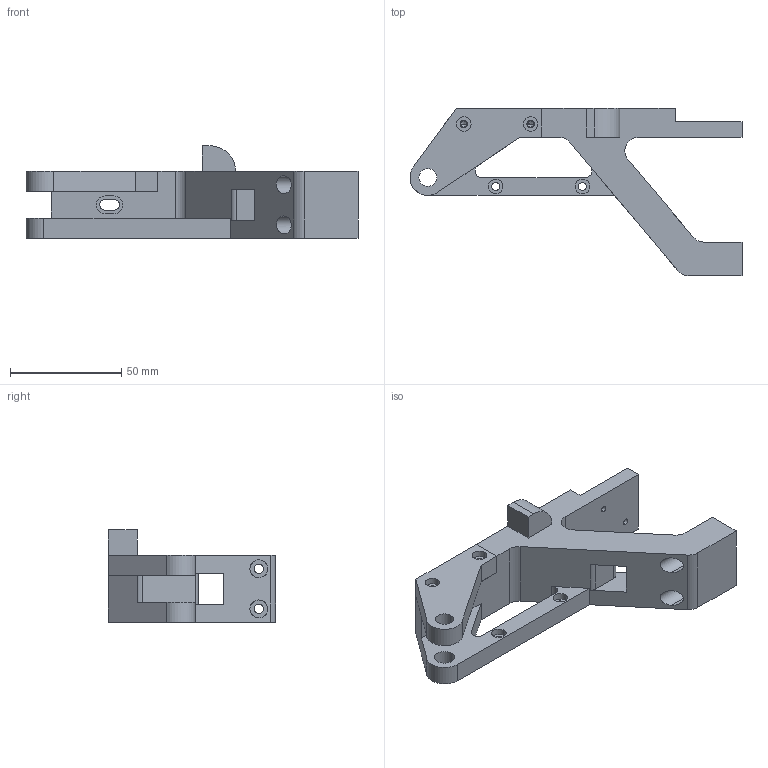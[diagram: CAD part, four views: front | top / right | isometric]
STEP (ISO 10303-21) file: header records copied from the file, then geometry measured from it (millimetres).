
FILE_DESCRIPTION (( 'STEP AP203' ), '1' );
FILE_NAME ('truss right .STEP', '2018-02-12T13:21:00', ( '' ), ( '' ), 'SwSTEP 2.0', 'SolidWorks 2017', '' );
FILE_SCHEMA (( 'CONFIG_CONTROL_DESIGN' ));
Length unit declared in the file: millimetre
Products named in the file (1): truss right 
Bounding box: 148.99 x 75 x 41.5 mm (x, y, z)
Volume: 101450.3 mm3; surface area: 30482.3 mm2
Topology: 2 solids, 2 shells, 103 faces, 275 edges, 180 vertices
Faces by surface type: cylinder 54, plane 45, cone 4
Entity records: 3340 total; most frequent: DIRECTION 579, CARTESIAN_POINT 567, ORIENTED_EDGE 542, EDGE_CURVE 271, AXIS2_PLACEMENT_3D 208, VERTEX_POINT 180, VECTOR 163, LINE 163
